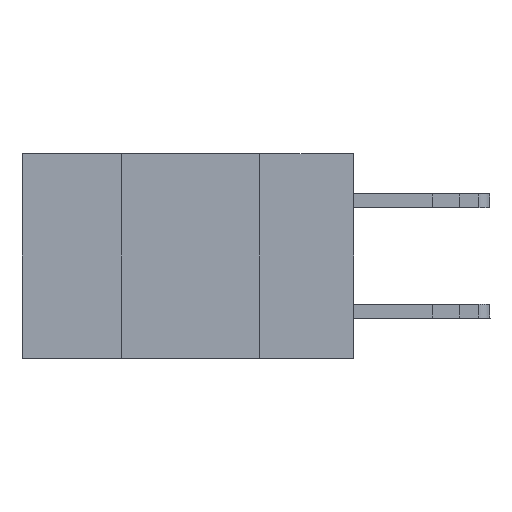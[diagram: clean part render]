
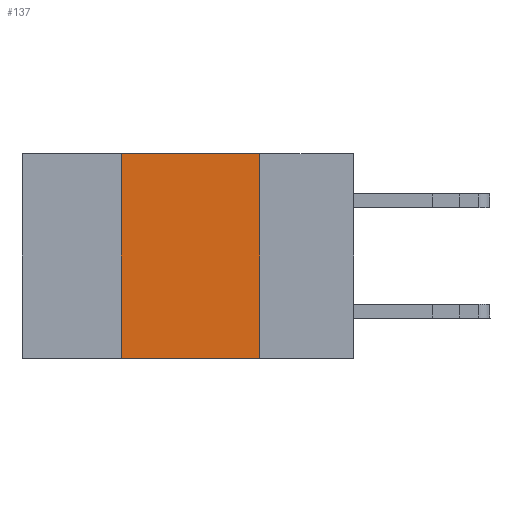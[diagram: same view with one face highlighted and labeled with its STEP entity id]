
A CAD part, left-side view. The second image highlights one B-rep face of the part: STEP entity #137.
In plain terms, the highlighted planar face has unit normal (-1, 0, 0).
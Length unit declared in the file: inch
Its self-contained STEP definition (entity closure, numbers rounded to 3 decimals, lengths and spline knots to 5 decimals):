
#137 = ADVANCED_FACE ( 'NONE', ( #11461 ), #11304, .F. ) ;
#975 = AXIS2_PLACEMENT_3D ( 'NONE', #4470, #8744, #4974 ) ;
#1897 = ORIENTED_EDGE ( 'NONE', *, *, #9425, .T. ) ;
#2152 = DIRECTION ( 'NONE',  ( 0., 0., 1. ) ) ;
#2215 = CARTESIAN_POINT ( 'NONE',  ( 0., 0.42, 0. ) ) ;
#2217 = VERTEX_POINT ( 'NONE', #12150 ) ;
#2512 = CARTESIAN_POINT ( 'NONE',  ( 0., 0.6, 0. ) ) ;
#2609 = VERTEX_POINT ( 'NONE', #11815 ) ;
#3545 = EDGE_CURVE ( 'NONE', #3948, #2217, #9096, .T. ) ;
#3948 = VERTEX_POINT ( 'NONE', #17538 ) ;
#4437 = EDGE_CURVE ( 'NONE', #2609, #14007, #17230, .T. ) ;
#4470 = CARTESIAN_POINT ( 'NONE',  ( 0., 0.6, 0. ) ) ;
#4974 = DIRECTION ( 'NONE',  ( 0., 0., -1. ) ) ;
#5022 = VECTOR ( 'NONE', #18625, 39.37008 ) ;
#6212 = ORIENTED_EDGE ( 'NONE', *, *, #16282, .F. ) ;
#7843 = EDGE_LOOP ( 'NONE', ( #9608, #6212, #11485, #1897 ) ) ;
#8744 = DIRECTION ( 'NONE',  ( 1., 0., 0. ) ) ;
#9054 = VECTOR ( 'NONE', #2152, 39.37008 ) ;
#9096 = LINE ( 'NONE', #19191, #5022 ) ;
#9425 = EDGE_CURVE ( 'NONE', #2609, #2217, #9786, .T. ) ;
#9608 = ORIENTED_EDGE ( 'NONE', *, *, #3545, .F. ) ;
#9786 = LINE ( 'NONE', #12758, #13868 ) ;
#10438 = VECTOR ( 'NONE', #19484, 39.37008 ) ;
#11304 = PLANE ( 'NONE',  #975 ) ;
#11461 = FACE_OUTER_BOUND ( 'NONE', #7843, .T. ) ;
#11485 = ORIENTED_EDGE ( 'NONE', *, *, #4437, .F. ) ;
#11815 = CARTESIAN_POINT ( 'NONE',  ( 0., 0.42, -0.37 ) ) ;
#12150 = CARTESIAN_POINT ( 'NONE',  ( 0., 0.17, -0.37 ) ) ;
#12758 = CARTESIAN_POINT ( 'NONE',  ( 0., 0.6, -0.37 ) ) ;
#13868 = VECTOR ( 'NONE', #14330, 39.37008 ) ;
#14007 = VERTEX_POINT ( 'NONE', #17164 ) ;
#14330 = DIRECTION ( 'NONE',  ( 0., -1., 0. ) ) ;
#16282 = EDGE_CURVE ( 'NONE', #14007, #3948, #18606, .T. ) ;
#17164 = CARTESIAN_POINT ( 'NONE',  ( 0., 0.42, 0. ) ) ;
#17230 = LINE ( 'NONE', #2215, #9054 ) ;
#17538 = CARTESIAN_POINT ( 'NONE',  ( 0., 0.17, 0. ) ) ;
#18606 = LINE ( 'NONE', #2512, #10438 ) ;
#18625 = DIRECTION ( 'NONE',  ( 0., 0., -1. ) ) ;
#19191 = CARTESIAN_POINT ( 'NONE',  ( 0., 0.17, 0. ) ) ;
#19484 = DIRECTION ( 'NONE',  ( 0., -1., 0. ) ) ;
